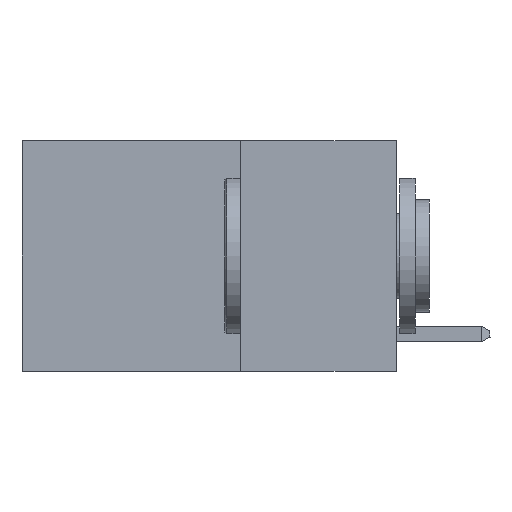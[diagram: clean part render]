
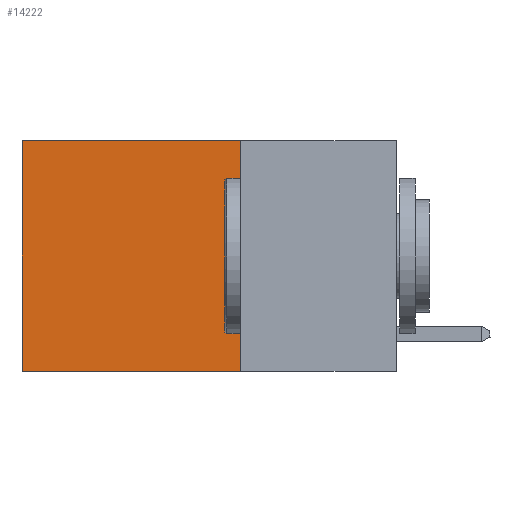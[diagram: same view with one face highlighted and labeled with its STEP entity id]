
A CAD part, left-side view. The second image highlights one B-rep face of the part: STEP entity #14222.
In plain terms, the highlighted planar face has unit normal (-1, 0, 0).
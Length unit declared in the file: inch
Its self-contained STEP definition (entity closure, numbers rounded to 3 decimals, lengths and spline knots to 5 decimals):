
#183 = EDGE_CURVE ( 'NONE', #14507, #21451, #8879, .T. ) ;
#1321 = ORIENTED_EDGE ( 'NONE', *, *, #5458, .F. ) ;
#2325 = DIRECTION ( 'NONE',  ( 0., 0., -1. ) ) ;
#2447 = CARTESIAN_POINT ( 'NONE',  ( 0.2625, 0.25, 0. ) ) ;
#2721 = EDGE_CURVE ( 'NONE', #22556, #18297, #10551, .T. ) ;
#3623 = DIRECTION ( 'NONE',  ( 0., 0., -1. ) ) ;
#3965 = VECTOR ( 'NONE', #6883, 39.37008 ) ;
#5458 = EDGE_CURVE ( 'NONE', #22556, #14507, #24180, .T. ) ;
#5669 = CARTESIAN_POINT ( 'NONE',  ( 0.2625, 0.25, 0. ) ) ;
#5675 = DIRECTION ( 'NONE',  ( 0., 0., -1. ) ) ;
#6098 = VECTOR ( 'NONE', #3623, 39.37008 ) ;
#6324 = CARTESIAN_POINT ( 'NONE',  ( 0.2625, 0.6, 0. ) ) ;
#6883 = DIRECTION ( 'NONE',  ( 0., 1., 0. ) ) ;
#7178 = EDGE_CURVE ( 'NONE', #18297, #21451, #24819, .T. ) ;
#8360 = CARTESIAN_POINT ( 'NONE',  ( 0.2625, 0.25, -0.37 ) ) ;
#8879 = LINE ( 'NONE', #12820, #15819 ) ;
#9441 = ORIENTED_EDGE ( 'NONE', *, *, #7178, .T. ) ;
#10551 = LINE ( 'NONE', #20962, #3965 ) ;
#10906 = DIRECTION ( 'NONE',  ( 0., 1., 0. ) ) ;
#11213 = CARTESIAN_POINT ( 'NONE',  ( 0.2625, 0.25, 0. ) ) ;
#12820 = CARTESIAN_POINT ( 'NONE',  ( 0.2625, 0.25, -0.37 ) ) ;
#12935 = ORIENTED_EDGE ( 'NONE', *, *, #2721, .T. ) ;
#13879 = VECTOR ( 'NONE', #5675, 39.37008 ) ;
#14222 = ADVANCED_FACE ( 'NONE', ( #16811 ), #18835, .F. ) ;
#14301 = ORIENTED_EDGE ( 'NONE', *, *, #183, .F. ) ;
#14507 = VERTEX_POINT ( 'NONE', #8360 ) ;
#15812 = AXIS2_PLACEMENT_3D ( 'NONE', #2447, #19210, #2325 ) ;
#15819 = VECTOR ( 'NONE', #10906, 39.37008 ) ;
#15932 = CARTESIAN_POINT ( 'NONE',  ( 0.2625, 0.6, -0.37 ) ) ;
#16811 = FACE_OUTER_BOUND ( 'NONE', #19548, .T. ) ;
#18297 = VERTEX_POINT ( 'NONE', #26357 ) ;
#18835 = PLANE ( 'NONE',  #15812 ) ;
#19210 = DIRECTION ( 'NONE',  ( 1., 0., 0. ) ) ;
#19548 = EDGE_LOOP ( 'NONE', ( #9441, #14301, #1321, #12935 ) ) ;
#20962 = CARTESIAN_POINT ( 'NONE',  ( 0.2625, 0.25, 0. ) ) ;
#21451 = VERTEX_POINT ( 'NONE', #15932 ) ;
#22556 = VERTEX_POINT ( 'NONE', #11213 ) ;
#24180 = LINE ( 'NONE', #5669, #6098 ) ;
#24819 = LINE ( 'NONE', #6324, #13879 ) ;
#26357 = CARTESIAN_POINT ( 'NONE',  ( 0.2625, 0.6, 0. ) ) ;
